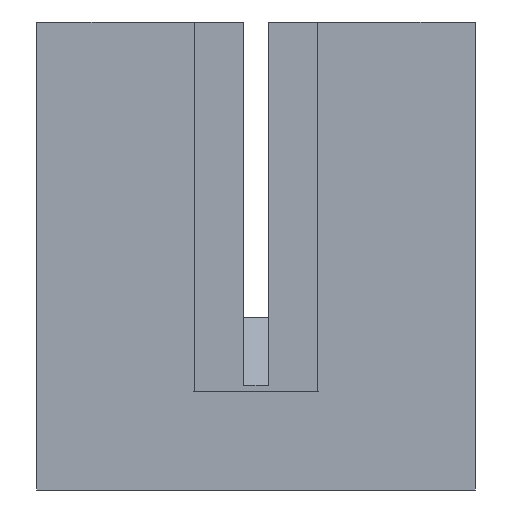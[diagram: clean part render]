
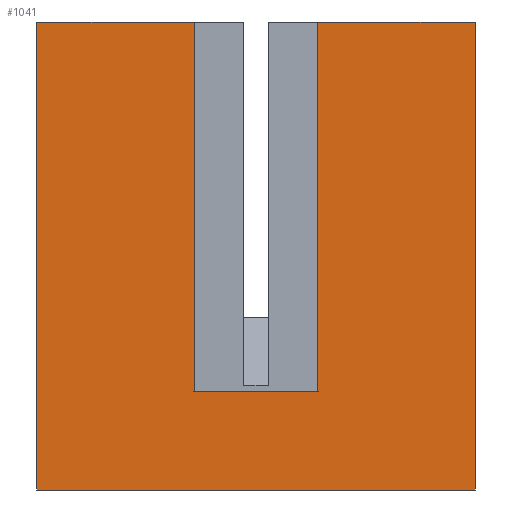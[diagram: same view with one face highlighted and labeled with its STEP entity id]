
A CAD part, front view. The second image highlights one B-rep face of the part: STEP entity #1041.
In plain terms, the highlighted planar face has unit normal (0, -1, 0).
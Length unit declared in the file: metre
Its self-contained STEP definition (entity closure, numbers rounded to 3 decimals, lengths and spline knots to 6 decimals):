
#137=ORIENTED_EDGE('',*,*,#378,.T.);
#138=ORIENTED_EDGE('',*,*,#438,.F.);
#139=ORIENTED_EDGE('',*,*,#439,.F.);
#140=ORIENTED_EDGE('',*,*,#440,.T.);
#141=ORIENTED_EDGE('',*,*,#389,.T.);
#142=ORIENTED_EDGE('',*,*,#441,.F.);
#143=ORIENTED_EDGE('',*,*,#432,.T.);
#144=ORIENTED_EDGE('',*,*,#435,.T.);
#378=EDGE_CURVE('',#533,#532,#631,.T.);
#389=EDGE_CURVE('',#543,#542,#641,.T.);
#432=EDGE_CURVE('',#580,#582,#670,.T.);
#435=EDGE_CURVE('',#582,#533,#673,.T.);
#438=EDGE_CURVE('',#585,#532,#676,.T.);
#439=EDGE_CURVE('',#586,#585,#677,.T.);
#440=EDGE_CURVE('',#586,#543,#678,.T.);
#441=EDGE_CURVE('',#580,#542,#679,.T.);
#532=VERTEX_POINT('',#1458);
#533=VERTEX_POINT('',#1460);
#542=VERTEX_POINT('',#1494);
#543=VERTEX_POINT('',#1496);
#580=VERTEX_POINT('',#1841);
#582=VERTEX_POINT('',#1845);
#585=VERTEX_POINT('',#1857);
#586=VERTEX_POINT('',#1859);
#631=LINE('',#1459,#747);
#641=LINE('',#1495,#757);
#670=LINE('',#1846,#786);
#673=LINE('',#1852,#789);
#676=LINE('',#1856,#792);
#677=LINE('',#1858,#793);
#678=LINE('',#1860,#794);
#679=LINE('',#1861,#795);
#747=VECTOR('',#1177,1.);
#757=VECTOR('',#1189,1.);
#786=VECTOR('',#1244,1.);
#789=VECTOR('',#1249,1.);
#792=VECTOR('',#1254,1.);
#793=VECTOR('',#1255,1.);
#794=VECTOR('',#1256,1.);
#795=VECTOR('',#1257,1.);
#870=EDGE_LOOP('',(#137,#138,#139,#140,#141,#142,#143,#144));
#934=FACE_BOUND('',#870,.T.);
#993=PLANE('',#1119);
#1041=ADVANCED_FACE('',(#934),#993,.F.);
#1119=AXIS2_PLACEMENT_3D('',#1855,#1252,#1253);
#1177=DIRECTION('',(-1.,0.,0.));
#1189=DIRECTION('',(-1.,0.,0.));
#1244=DIRECTION('',(1.,0.,0.));
#1249=DIRECTION('',(0.,0.,1.));
#1252=DIRECTION('',(0.,1.,0.));
#1253=DIRECTION('',(0.,0.,1.));
#1254=DIRECTION('',(0.,0.,1.));
#1255=DIRECTION('',(1.,0.,0.));
#1256=DIRECTION('',(0.,0.,1.));
#1257=DIRECTION('',(0.,0.,1.));
#1458=CARTESIAN_POINT('',(0.005,-0.0603,0.038));
#1459=CARTESIAN_POINT('',(0.,-0.0603,0.038));
#1460=CARTESIAN_POINT('',(0.0178,-0.0603,0.038));
#1494=CARTESIAN_POINT('',(-0.0178,-0.0603,0.038));
#1495=CARTESIAN_POINT('',(0.,-0.0603,0.038));
#1496=CARTESIAN_POINT('',(-0.005,-0.0603,0.038));
#1841=CARTESIAN_POINT('',(-0.0178,-0.0603,0.));
#1845=CARTESIAN_POINT('',(0.0178,-0.0603,0.));
#1846=CARTESIAN_POINT('',(0.,-0.0603,0.));
#1852=CARTESIAN_POINT('',(0.0178,-0.0603,-0.000002));
#1855=CARTESIAN_POINT('',(0.,-0.0603,-0.000002));
#1856=CARTESIAN_POINT('',(0.005,-0.0603,0.008));
#1857=CARTESIAN_POINT('',(0.005,-0.0603,0.008));
#1858=CARTESIAN_POINT('',(0.,-0.0603,0.008));
#1859=CARTESIAN_POINT('',(-0.005,-0.0603,0.008));
#1860=CARTESIAN_POINT('',(-0.005,-0.0603,0.008));
#1861=CARTESIAN_POINT('',(-0.0178,-0.0603,-0.000002));
